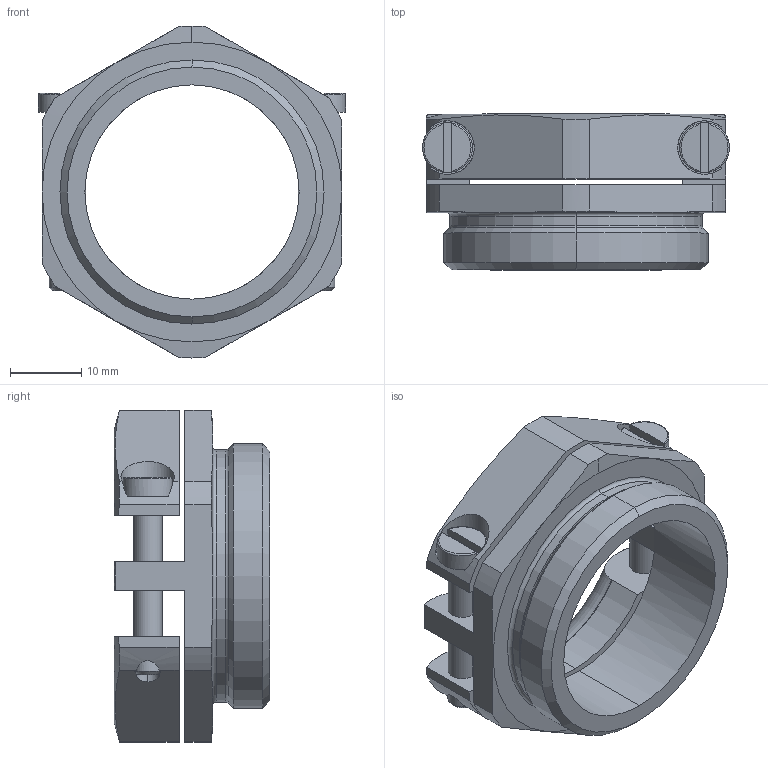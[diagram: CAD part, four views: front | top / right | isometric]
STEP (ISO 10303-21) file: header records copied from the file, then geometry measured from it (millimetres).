
FILE_DESCRIPTION(/* description */ (''),/* implementation_level */ '2;1');
FILE_NAME(/* name */ 'n 16 290 0003nxc001-01.stp',/* time_stamp */ '2020-04-14T11:39:28+02:00',/* author */ (''),/* organization */ (''),/* preprocessor_version */ 'ST-DEVELOPER v16.7',/* originating_system */ 'SIEMENS PLM Software NX 12.0',/* authorisation */ '');
FILE_SCHEMA (('AUTOMOTIVE_DESIGN { 1 0 10303 214 3 1 1 1 }'));
Length unit declared in the file: millimetre
Products named in the file (1): n 16 290 0003nxc001-01
Bounding box: 43 x 21.8 x 46.5 mm (x, y, z)
Volume: 11545.6 mm3; surface area: 7919.6 mm2
Topology: 1 solids, 1 shells, 132 faces, 354 edges, 228 vertices
Faces by surface type: plane 48, cylinder 44, torus 20, cone 20
Entity records: 4466 total; most frequent: CARTESIAN_POINT 1125, ORIENTED_EDGE 708, DIRECTION 708, EDGE_CURVE 354, AXIS2_PLACEMENT_3D 288, VERTEX_POINT 228, CIRCLE 147, EDGE_LOOP 142
